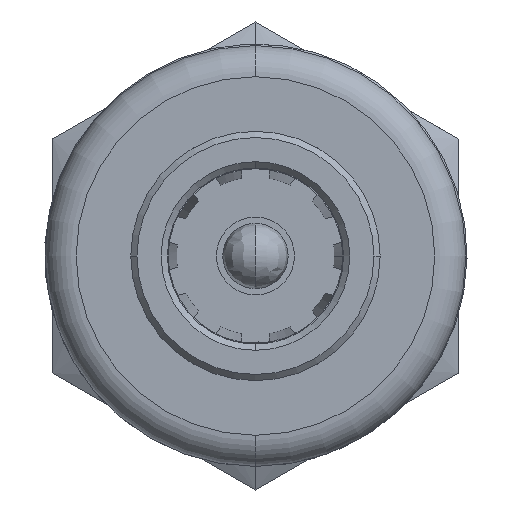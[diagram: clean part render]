
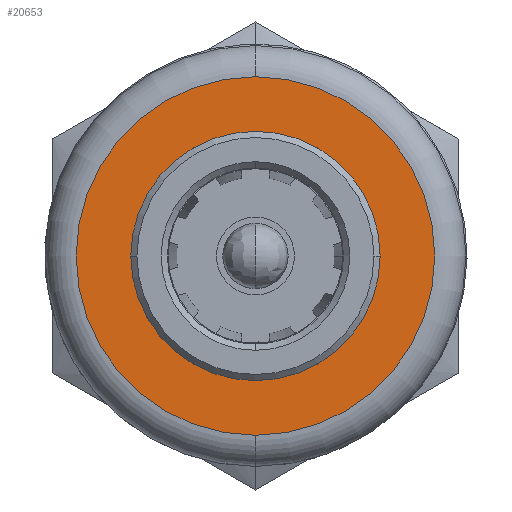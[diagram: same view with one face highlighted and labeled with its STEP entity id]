
A CAD part, left-side view. The second image highlights one B-rep face of the part: STEP entity #20653.
In plain terms, the highlighted planar face has unit normal (-1, 0, 0).
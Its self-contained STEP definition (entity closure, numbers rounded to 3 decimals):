
#249 = ORIENTED_EDGE ( 'NONE', *, *, #19732, .F. ) ;
#1125 = CARTESIAN_POINT ( 'NONE',  ( 0., 0., 5.75 ) ) ;
#2436 = CARTESIAN_POINT ( 'NONE',  ( 0., 0., 0. ) ) ;
#2571 = EDGE_CURVE ( 'NONE', #14690, #19344, #36585, .T. ) ;
#3030 = ORIENTED_EDGE ( 'NONE', *, *, #29383, .F. ) ;
#3396 = AXIS2_PLACEMENT_3D ( 'NONE', #23987, #30294, #30895 ) ;
#4493 = AXIS2_PLACEMENT_3D ( 'NONE', #10290, #20310, #32966 ) ;
#7812 = CARTESIAN_POINT ( 'NONE',  ( 0., 0., 4. ) ) ;
#8070 = VERTEX_POINT ( 'NONE', #7812 ) ;
#10290 = CARTESIAN_POINT ( 'NONE',  ( 0., 0., 0. ) ) ;
#11093 = CARTESIAN_POINT ( 'NONE',  ( 0., 0., -4. ) ) ;
#13180 = ORIENTED_EDGE ( 'NONE', *, *, #2571, .T. ) ;
#13667 = FACE_BOUND ( 'NONE', #13880, .T. ) ;
#13880 = EDGE_LOOP ( 'NONE', ( #249, #3030 ) ) ;
#14088 = DIRECTION ( 'NONE',  ( -1., 0., 0. ) ) ;
#14274 = FACE_OUTER_BOUND ( 'NONE', #21301, .T. ) ;
#14690 = VERTEX_POINT ( 'NONE', #21553 ) ;
#14897 = DIRECTION ( 'NONE',  ( 0., 0., 1. ) ) ;
#16254 = AXIS2_PLACEMENT_3D ( 'NONE', #26732, #17137, #39211 ) ;
#17137 = DIRECTION ( 'NONE',  ( 1., 0., 0. ) ) ;
#17566 = CIRCLE ( 'NONE', #4493, 4. ) ;
#17647 = AXIS2_PLACEMENT_3D ( 'NONE', #32836, #27309, #20988 ) ;
#18768 = ORIENTED_EDGE ( 'NONE', *, *, #23881, .T. ) ;
#19344 = VERTEX_POINT ( 'NONE', #1125 ) ;
#19732 = EDGE_CURVE ( 'NONE', #8070, #35311, #17566, .T. ) ;
#20310 = DIRECTION ( 'NONE',  ( -1., 0., 0. ) ) ;
#20653 = ADVANCED_FACE ( 'NONE', ( #14274, #13667 ), #33072, .F. ) ;
#20988 = DIRECTION ( 'NONE',  ( 0., 0., -1. ) ) ;
#21301 = EDGE_LOOP ( 'NONE', ( #13180, #18768 ) ) ;
#21553 = CARTESIAN_POINT ( 'NONE',  ( 0., 0., -5.75 ) ) ;
#23881 = EDGE_CURVE ( 'NONE', #19344, #14690, #36685, .T. ) ;
#23987 = CARTESIAN_POINT ( 'NONE',  ( 0., 0., 0. ) ) ;
#26732 = CARTESIAN_POINT ( 'NONE',  ( 0., 0., -6.75 ) ) ;
#27309 = DIRECTION ( 'NONE',  ( -1., 0., 0. ) ) ;
#29383 = EDGE_CURVE ( 'NONE', #35311, #8070, #32850, .T. ) ;
#30294 = DIRECTION ( 'NONE',  ( -1., 0., 0. ) ) ;
#30895 = DIRECTION ( 'NONE',  ( 0., 0., -1. ) ) ;
#32836 = CARTESIAN_POINT ( 'NONE',  ( 0., 0., 0. ) ) ;
#32850 = CIRCLE ( 'NONE', #38721, 4. ) ;
#32966 = DIRECTION ( 'NONE',  ( 0., 0., 1. ) ) ;
#33072 = PLANE ( 'NONE',  #16254 ) ;
#35311 = VERTEX_POINT ( 'NONE', #11093 ) ;
#36585 = CIRCLE ( 'NONE', #17647, 5.75 ) ;
#36685 = CIRCLE ( 'NONE', #3396, 5.75 ) ;
#38721 = AXIS2_PLACEMENT_3D ( 'NONE', #2436, #14088, #14897 ) ;
#39211 = DIRECTION ( 'NONE',  ( 0., 0., -1. ) ) ;
